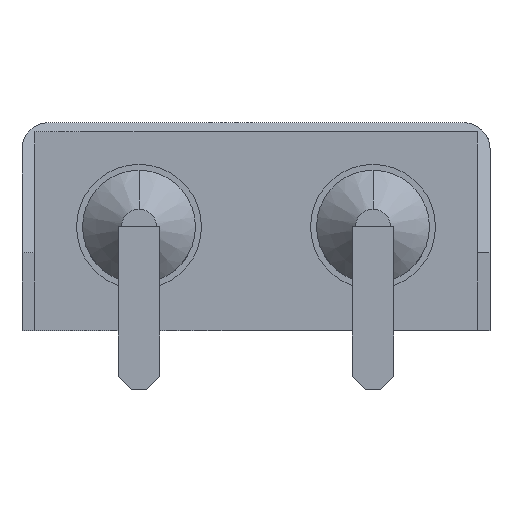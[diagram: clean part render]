
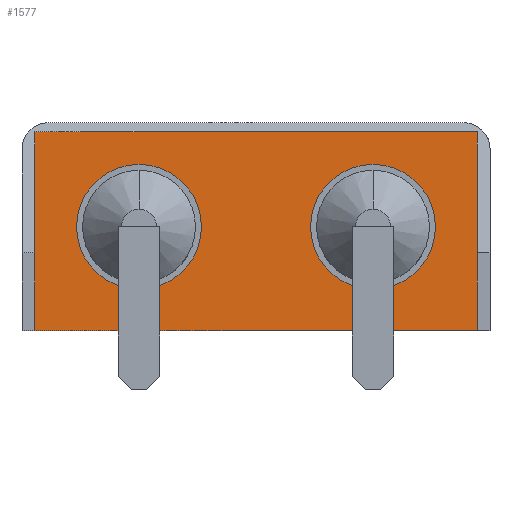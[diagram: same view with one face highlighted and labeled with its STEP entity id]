
A CAD part, top view. The second image highlights one B-rep face of the part: STEP entity #1577.
In plain terms, the highlighted planar face has unit normal (0, 0, 1).
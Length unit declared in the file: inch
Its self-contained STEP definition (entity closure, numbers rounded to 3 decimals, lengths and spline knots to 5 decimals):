
#44 = VECTOR ( 'NONE', #322, 39.37008 ) ;
#45 = VERTEX_POINT ( 'NONE', #1272 ) ;
#51 = ORIENTED_EDGE ( 'NONE', *, *, #1181, .T. ) ;
#105 = EDGE_CURVE ( 'NONE', #1301, #525, #2014, .T. ) ;
#166 = DIRECTION ( 'NONE',  ( 0., 0., -1. ) ) ;
#219 = FACE_BOUND ( 'NONE', #252, .T. ) ;
#228 = EDGE_CURVE ( 'NONE', #1206, #1249, #891, .T. ) ;
#229 = PLANE ( 'NONE',  #1263 ) ;
#252 = EDGE_LOOP ( 'NONE', ( #1133, #548 ) ) ;
#255 = CARTESIAN_POINT ( 'NONE',  ( 0.54331, 0.31496, -0.36614 ) ) ;
#264 = ORIENTED_EDGE ( 'NONE', *, *, #2121, .T. ) ;
#298 = CARTESIAN_POINT ( 'NONE',  ( 1.37795, 0.60236, -0.36614 ) ) ;
#310 = CIRCLE ( 'NONE', #844, 0.18898 ) ;
#322 = DIRECTION ( 'NONE',  ( 0., -1., 0. ) ) ;
#384 = ORIENTED_EDGE ( 'NONE', *, *, #2111, .F. ) ;
#435 = DIRECTION ( 'NONE',  ( 0., 0., -1. ) ) ;
#525 = VERTEX_POINT ( 'NONE', #1651 ) ;
#548 = ORIENTED_EDGE ( 'NONE', *, *, #105, .T. ) ;
#550 = FACE_OUTER_BOUND ( 'NONE', #1910, .T. ) ;
#650 = DIRECTION ( 'NONE',  ( 0., 0., -1. ) ) ;
#674 = CARTESIAN_POINT ( 'NONE',  ( 1.06299, 0.31496, -0.36614 ) ) ;
#679 = ORIENTED_EDGE ( 'NONE', *, *, #1204, .T. ) ;
#844 = AXIS2_PLACEMENT_3D ( 'NONE', #967, #650, #1625 ) ;
#848 = VECTOR ( 'NONE', #1763, 39.37008 ) ;
#890 = CIRCLE ( 'NONE', #1271, 0.18898 ) ;
#891 = LINE ( 'NONE', #1392, #1995 ) ;
#924 = ORIENTED_EDGE ( 'NONE', *, *, #1696, .T. ) ;
#967 = CARTESIAN_POINT ( 'NONE',  ( 0.35433, 0.31496, -0.36614 ) ) ;
#995 = CARTESIAN_POINT ( 'NONE',  ( 0., 0.60236, -0.36614 ) ) ;
#1006 = LINE ( 'NONE', #1790, #44 ) ;
#1018 = AXIS2_PLACEMENT_3D ( 'NONE', #1591, #435, #1099 ) ;
#1033 = CARTESIAN_POINT ( 'NONE',  ( 0.35433, 0.31496, -0.36614 ) ) ;
#1074 = CARTESIAN_POINT ( 'NONE',  ( 1.37795, 0.62992, -0.36614 ) ) ;
#1099 = DIRECTION ( 'NONE',  ( -1., 0., 0. ) ) ;
#1112 = VERTEX_POINT ( 'NONE', #1327 ) ;
#1133 = ORIENTED_EDGE ( 'NONE', *, *, #1425, .T. ) ;
#1181 = EDGE_CURVE ( 'NONE', #1406, #1112, #1797, .T. ) ;
#1204 = EDGE_CURVE ( 'NONE', #1112, #1206, #1469, .T. ) ;
#1206 = VERTEX_POINT ( 'NONE', #1778 ) ;
#1214 = DIRECTION ( 'NONE',  ( 0., 0., -1. ) ) ;
#1249 = VERTEX_POINT ( 'NONE', #1846 ) ;
#1263 = AXIS2_PLACEMENT_3D ( 'NONE', #1074, #1214, #1726 ) ;
#1271 = AXIS2_PLACEMENT_3D ( 'NONE', #674, #1948, #1346 ) ;
#1272 = CARTESIAN_POINT ( 'NONE',  ( 1.25197, 0.31496, -0.36614 ) ) ;
#1289 = DIRECTION ( 'NONE',  ( 0., -1., 0. ) ) ;
#1301 = VERTEX_POINT ( 'NONE', #255 ) ;
#1327 = CARTESIAN_POINT ( 'NONE',  ( 0.03937, 0.60236, -0.36614 ) ) ;
#1346 = DIRECTION ( 'NONE',  ( -1., 0., 0. ) ) ;
#1392 = CARTESIAN_POINT ( 'NONE',  ( 1.37795, 0., -0.36614 ) ) ;
#1406 = VERTEX_POINT ( 'NONE', #298 ) ;
#1425 = EDGE_CURVE ( 'NONE', #525, #1301, #310, .T. ) ;
#1444 = EDGE_LOOP ( 'NONE', ( #924, #264 ) ) ;
#1469 = LINE ( 'NONE', #1478, #1865 ) ;
#1478 = CARTESIAN_POINT ( 'NONE',  ( 0.03937, 0.62992, -0.36614 ) ) ;
#1493 = DIRECTION ( 'NONE',  ( -1., 0., 0. ) ) ;
#1577 = ADVANCED_FACE ( 'NONE', ( #1896, #219, #550 ), #229, .F. ) ;
#1591 = CARTESIAN_POINT ( 'NONE',  ( 1.06299, 0.31496, -0.36614 ) ) ;
#1625 = DIRECTION ( 'NONE',  ( -1., 0., 0. ) ) ;
#1651 = CARTESIAN_POINT ( 'NONE',  ( 0.16535, 0.31496, -0.36614 ) ) ;
#1683 = CARTESIAN_POINT ( 'NONE',  ( 0.87402, 0.31496, -0.36614 ) ) ;
#1696 = EDGE_CURVE ( 'NONE', #1983, #45, #1773, .T. ) ;
#1726 = DIRECTION ( 'NONE',  ( -1., 0., 0. ) ) ;
#1763 = DIRECTION ( 'NONE',  ( -1., 0., 0. ) ) ;
#1773 = CIRCLE ( 'NONE', #1018, 0.18898 ) ;
#1778 = CARTESIAN_POINT ( 'NONE',  ( 0.03937, 0., -0.36614 ) ) ;
#1790 = CARTESIAN_POINT ( 'NONE',  ( 1.37795, 0.62992, -0.36614 ) ) ;
#1797 = LINE ( 'NONE', #995, #848 ) ;
#1846 = CARTESIAN_POINT ( 'NONE',  ( 1.37795, 0., -0.36614 ) ) ;
#1865 = VECTOR ( 'NONE', #1289, 39.37008 ) ;
#1882 = DIRECTION ( 'NONE',  ( 1., 0., 0. ) ) ;
#1896 = FACE_BOUND ( 'NONE', #1444, .T. ) ;
#1909 = AXIS2_PLACEMENT_3D ( 'NONE', #1033, #166, #1493 ) ;
#1910 = EDGE_LOOP ( 'NONE', ( #384, #51, #679, #2084 ) ) ;
#1948 = DIRECTION ( 'NONE',  ( 0., 0., -1. ) ) ;
#1983 = VERTEX_POINT ( 'NONE', #1683 ) ;
#1995 = VECTOR ( 'NONE', #1882, 39.37008 ) ;
#2014 = CIRCLE ( 'NONE', #1909, 0.18898 ) ;
#2084 = ORIENTED_EDGE ( 'NONE', *, *, #228, .T. ) ;
#2111 = EDGE_CURVE ( 'NONE', #1406, #1249, #1006, .T. ) ;
#2121 = EDGE_CURVE ( 'NONE', #45, #1983, #890, .T. ) ;
